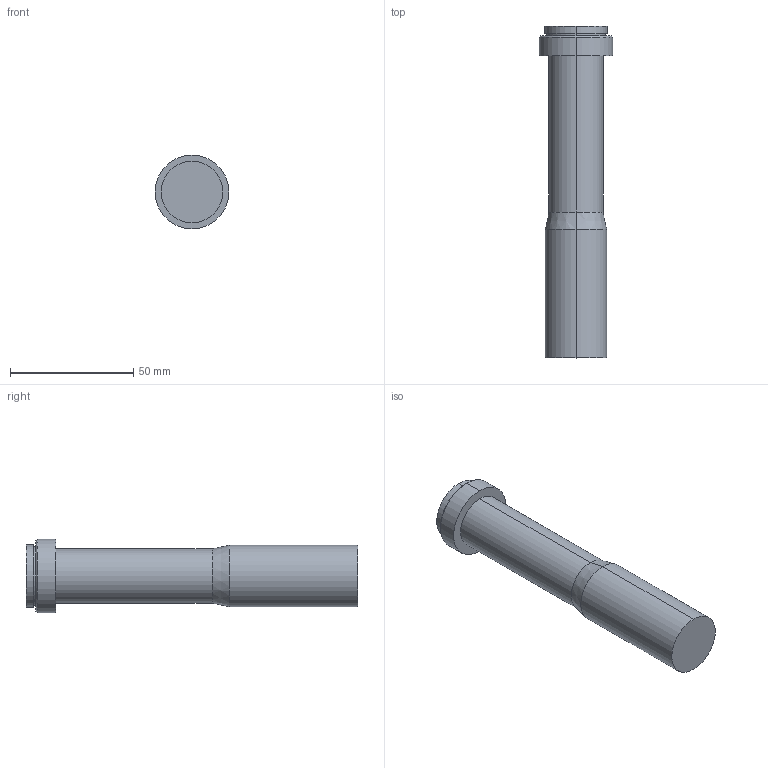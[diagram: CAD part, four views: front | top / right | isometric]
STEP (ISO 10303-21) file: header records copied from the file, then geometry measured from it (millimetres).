
FILE_DESCRIPTION (( 'STEP AP203' ), '1' );
FILE_NAME ('MT0.8-110.STEP', '2017-03-03T00:56:31', ( '' ), ( '' ), 'SwSTEP 2.0', 'SolidWorks 2015', '' );
FILE_SCHEMA (( 'CONFIG_CONTROL_DESIGN' ));
Length unit declared in the file: millimetre
Products named in the file (1): MT0.8-110
Bounding box: 30 x 134.9 x 30 mm (x, y, z)
Volume: 60505.1 mm3; surface area: 11705.8 mm2
Topology: 1 solids, 1 shells, 19 faces, 36 edges, 22 vertices
Faces by surface type: cylinder 10, plane 5, cone 4
Entity records: 561 total; most frequent: DIRECTION 98, CARTESIAN_POINT 78, ORIENTED_EDGE 72, AXIS2_PLACEMENT_3D 42, EDGE_CURVE 36, CIRCLE 22, EDGE_LOOP 22, VERTEX_POINT 22
